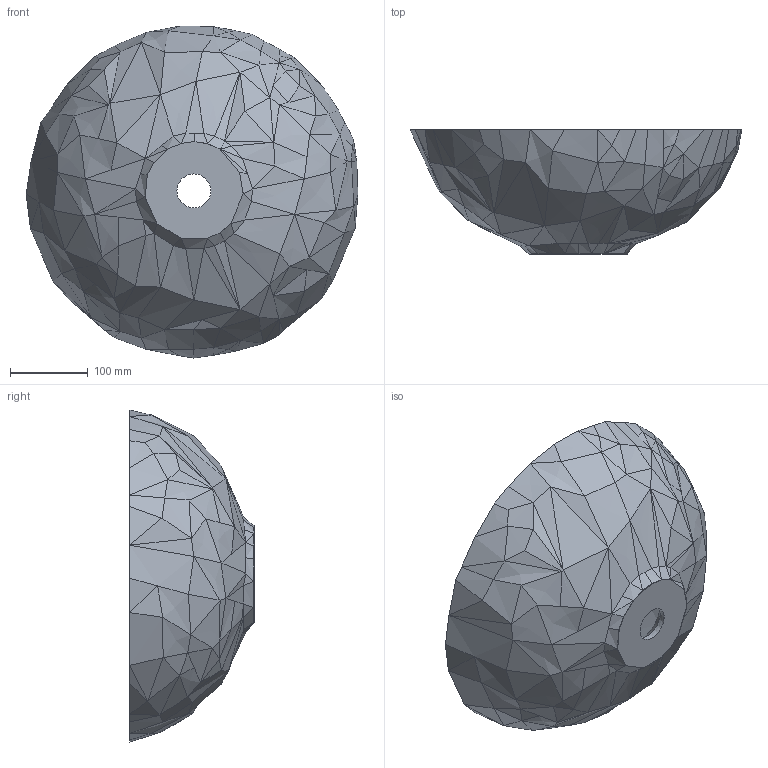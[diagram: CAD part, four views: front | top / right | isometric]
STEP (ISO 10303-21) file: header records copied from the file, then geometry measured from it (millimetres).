
FILE_DESCRIPTION (( 'STEP AP214' ), '1' );
FILE_NAME ('Sapfire cup.STEP', '2022-08-15T11:21:15', ( 'User Windows' ), ( '' ), 'SwSTEP 2.0', 'SolidWorks 2020', '' );
FILE_SCHEMA (( 'AUTOMOTIVE_DESIGN' ));
Length unit declared in the file: millimetre
Products named in the file (1): Sapfire cup
Bounding box: 425.91 x 160 x 426.3 mm (x, y, z)
Volume: 2503459.7 mm3; surface area: 447794.1 mm2
Topology: 1 solids, 1 shells, 241 faces, 447 edges, 210 vertices
Faces by surface type: bspline 218, plane 19, torus 2, cone 2
Entity records: 5974 total; most frequent: CARTESIAN_POINT 2837, ORIENTED_EDGE 882, EDGE_CURVE 441, B_SPLINE_CURVE_WITH_KNOTS 406, EDGE_LOOP 249, FACE_OUTER_BOUND 243, ADVANCED_FACE 241, B_SPLINE_SURFACE_WITH_KNOTS 218
